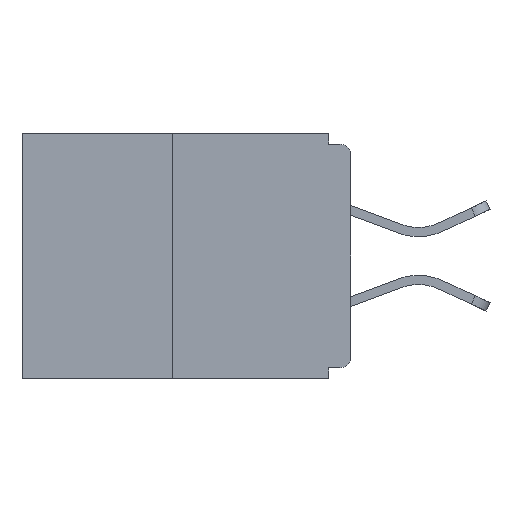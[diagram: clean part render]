
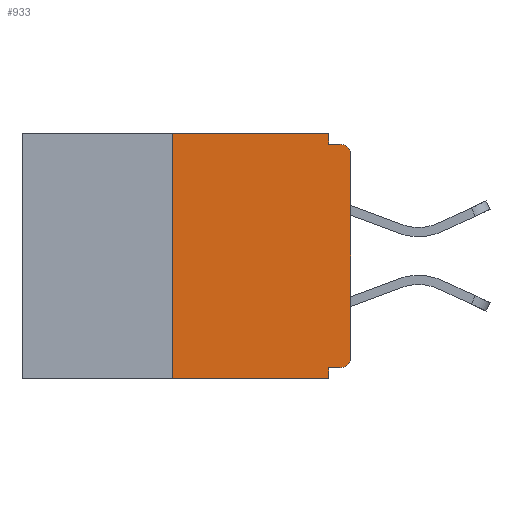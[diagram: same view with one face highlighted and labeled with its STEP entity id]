
A CAD part, left-side view. The second image highlights one B-rep face of the part: STEP entity #933.
In plain terms, the highlighted planar face has unit normal (-1, 0, 0).
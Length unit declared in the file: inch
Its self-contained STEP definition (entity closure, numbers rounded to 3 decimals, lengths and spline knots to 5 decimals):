
#419 = CARTESIAN_POINT ( 'NONE',  ( 0., 0.25, -0.343 ) ) ;
#933 = ADVANCED_FACE ( 'NONE', ( #18959 ), #12759, .F. ) ;
#1366 = VECTOR ( 'NONE', #5971, 39.37008 ) ;
#1368 = VERTEX_POINT ( 'NONE', #17435 ) ;
#1731 = CARTESIAN_POINT ( 'NONE',  ( 0., 0.031, -0.328 ) ) ;
#1772 = LINE ( 'NONE', #7058, #17105 ) ;
#1806 = EDGE_CURVE ( 'NONE', #3545, #7925, #3574, .T. ) ;
#2376 = LINE ( 'NONE', #20457, #1366 ) ;
#2500 = EDGE_LOOP ( 'NONE', ( #10189, #19679, #6319, #12661, #5110, #25686, #7785, #4599, #21304, #12094 ) ) ;
#2508 = CARTESIAN_POINT ( 'NONE',  ( 0., 0.015, -0.03 ) ) ;
#2600 = EDGE_CURVE ( 'NONE', #9481, #17191, #22851, .T. ) ;
#3155 = CARTESIAN_POINT ( 'NONE',  ( 0., 0.031, 0. ) ) ;
#3316 = VECTOR ( 'NONE', #22293, 39.37008 ) ;
#3540 = EDGE_CURVE ( 'NONE', #26437, #17191, #11187, .T. ) ;
#3545 = VERTEX_POINT ( 'NONE', #7726 ) ;
#3574 = CIRCLE ( 'NONE', #19664, 0.015 ) ;
#4035 = EDGE_CURVE ( 'NONE', #1368, #3545, #1772, .T. ) ;
#4439 = VECTOR ( 'NONE', #5307, 39.37008 ) ;
#4599 = ORIENTED_EDGE ( 'NONE', *, *, #1806, .T. ) ;
#4742 = DIRECTION ( 'NONE',  ( -1., 0., 0. ) ) ;
#4811 = LINE ( 'NONE', #12503, #5848 ) ;
#5031 = CARTESIAN_POINT ( 'NONE',  ( 0., 0.031, 0. ) ) ;
#5060 = EDGE_CURVE ( 'NONE', #26437, #17830, #11742, .T. ) ;
#5110 = ORIENTED_EDGE ( 'NONE', *, *, #20548, .F. ) ;
#5264 = EDGE_CURVE ( 'NONE', #22387, #1368, #17387, .T. ) ;
#5307 = DIRECTION ( 'NONE',  ( 0., 0., -1. ) ) ;
#5310 = AXIS2_PLACEMENT_3D ( 'NONE', #23775, #9329, #15477 ) ;
#5611 = CARTESIAN_POINT ( 'NONE',  ( 0., 0.46, -0.343 ) ) ;
#5848 = VECTOR ( 'NONE', #14722, 39.37008 ) ;
#5971 = DIRECTION ( 'NONE',  ( 0., -1., 0. ) ) ;
#6319 = ORIENTED_EDGE ( 'NONE', *, *, #3540, .T. ) ;
#6428 = CARTESIAN_POINT ( 'NONE',  ( 0., 0.015, -0.328 ) ) ;
#7058 = CARTESIAN_POINT ( 'NONE',  ( 0., 0., 0. ) ) ;
#7277 = DIRECTION ( 'NONE',  ( 0., 0., -1. ) ) ;
#7726 = CARTESIAN_POINT ( 'NONE',  ( 0., 0., -0.03 ) ) ;
#7764 = CARTESIAN_POINT ( 'NONE',  ( 0., 0., -0.015 ) ) ;
#7785 = ORIENTED_EDGE ( 'NONE', *, *, #4035, .T. ) ;
#7925 = VERTEX_POINT ( 'NONE', #18919 ) ;
#9329 = DIRECTION ( 'NONE',  ( -1., 0., 0. ) ) ;
#9481 = VERTEX_POINT ( 'NONE', #1731 ) ;
#9789 = CARTESIAN_POINT ( 'NONE',  ( 0., 0.031, -0.015 ) ) ;
#10071 = DIRECTION ( 'NONE',  ( 0., -1., 0. ) ) ;
#10189 = ORIENTED_EDGE ( 'NONE', *, *, #15417, .F. ) ;
#11187 = LINE ( 'NONE', #5611, #13501 ) ;
#11742 = LINE ( 'NONE', #14484, #14741 ) ;
#12094 = ORIENTED_EDGE ( 'NONE', *, *, #14408, .F. ) ;
#12503 = CARTESIAN_POINT ( 'NONE',  ( 0., 0., -0.328 ) ) ;
#12661 = ORIENTED_EDGE ( 'NONE', *, *, #2600, .F. ) ;
#12759 = PLANE ( 'NONE',  #16098 ) ;
#13501 = VECTOR ( 'NONE', #10071, 39.37008 ) ;
#13696 = DIRECTION ( 'NONE',  ( 0., 0., 1. ) ) ;
#14206 = VERTEX_POINT ( 'NONE', #5031 ) ;
#14408 = EDGE_CURVE ( 'NONE', #14206, #25514, #20396, .T. ) ;
#14484 = CARTESIAN_POINT ( 'NONE',  ( 0., 0.25, 0. ) ) ;
#14722 = DIRECTION ( 'NONE',  ( 0., 1., 0. ) ) ;
#14741 = VECTOR ( 'NONE', #18928, 39.37008 ) ;
#14894 = CARTESIAN_POINT ( 'NONE',  ( 0., 0.46, 0. ) ) ;
#14984 = CARTESIAN_POINT ( 'NONE',  ( 0., 0.031, -0.343 ) ) ;
#15417 = EDGE_CURVE ( 'NONE', #17830, #14206, #2376, .T. ) ;
#15418 = CARTESIAN_POINT ( 'NONE',  ( 0., 0.031, -0.343 ) ) ;
#15477 = DIRECTION ( 'NONE',  ( 0., 0., -1. ) ) ;
#16098 = AXIS2_PLACEMENT_3D ( 'NONE', #14894, #17970, #7277 ) ;
#17105 = VECTOR ( 'NONE', #13696, 39.37008 ) ;
#17191 = VERTEX_POINT ( 'NONE', #14984 ) ;
#17387 = CIRCLE ( 'NONE', #5310, 0.015 ) ;
#17435 = CARTESIAN_POINT ( 'NONE',  ( 0., 0., -0.313 ) ) ;
#17830 = VERTEX_POINT ( 'NONE', #25246 ) ;
#17970 = DIRECTION ( 'NONE',  ( 1., 0., 0. ) ) ;
#18007 = LINE ( 'NONE', #7764, #3316 ) ;
#18919 = CARTESIAN_POINT ( 'NONE',  ( 0., 0.015, -0.015 ) ) ;
#18928 = DIRECTION ( 'NONE',  ( 0., 0., 1. ) ) ;
#18959 = FACE_OUTER_BOUND ( 'NONE', #2500, .T. ) ;
#19664 = AXIS2_PLACEMENT_3D ( 'NONE', #2508, #4742, #19703 ) ;
#19679 = ORIENTED_EDGE ( 'NONE', *, *, #5060, .F. ) ;
#19703 = DIRECTION ( 'NONE',  ( 0., 0., -1. ) ) ;
#20396 = LINE ( 'NONE', #3155, #4439 ) ;
#20457 = CARTESIAN_POINT ( 'NONE',  ( 0., 0.46, 0. ) ) ;
#20548 = EDGE_CURVE ( 'NONE', #22387, #9481, #4811, .T. ) ;
#21304 = ORIENTED_EDGE ( 'NONE', *, *, #24931, .F. ) ;
#22293 = DIRECTION ( 'NONE',  ( 0., -1., 0. ) ) ;
#22387 = VERTEX_POINT ( 'NONE', #6428 ) ;
#22851 = LINE ( 'NONE', #15418, #24873 ) ;
#23775 = CARTESIAN_POINT ( 'NONE',  ( 0., 0.015, -0.313 ) ) ;
#24873 = VECTOR ( 'NONE', #25964, 39.37008 ) ;
#24931 = EDGE_CURVE ( 'NONE', #25514, #7925, #18007, .T. ) ;
#25246 = CARTESIAN_POINT ( 'NONE',  ( 0., 0.25, 0. ) ) ;
#25514 = VERTEX_POINT ( 'NONE', #9789 ) ;
#25686 = ORIENTED_EDGE ( 'NONE', *, *, #5264, .T. ) ;
#25964 = DIRECTION ( 'NONE',  ( 0., 0., -1. ) ) ;
#26437 = VERTEX_POINT ( 'NONE', #419 ) ;
